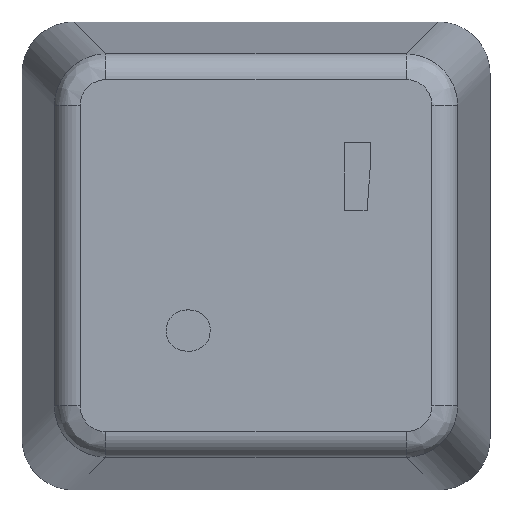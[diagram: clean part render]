
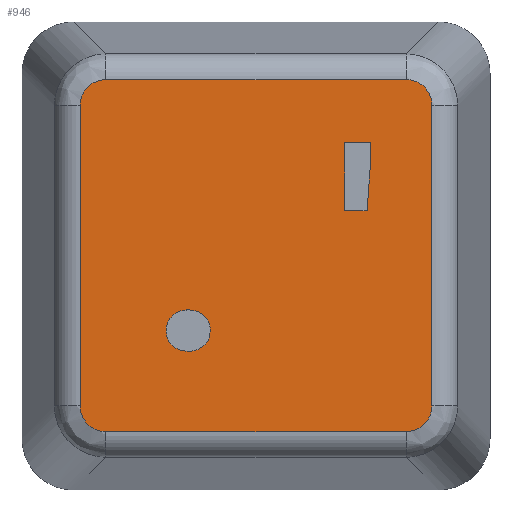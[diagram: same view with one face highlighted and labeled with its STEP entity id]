
A CAD part, top view. The second image highlights one B-rep face of the part: STEP entity #946.
In plain terms, the highlighted planar face has unit normal (0, 0, 1).
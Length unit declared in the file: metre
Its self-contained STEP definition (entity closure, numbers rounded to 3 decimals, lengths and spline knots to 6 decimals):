
#47=B_SPLINE_CURVE_WITH_KNOTS('',2,(#1366,#1367,#1368),.UNSPECIFIED.,.F.,
 .F.,(3,3),(0.,1.),.PIECEWISE_BEZIER_KNOTS.);
#48=B_SPLINE_CURVE_WITH_KNOTS('',2,(#1371,#1372,#1373),.UNSPECIFIED.,.F.,
 .F.,(3,3),(0.,1.),.PIECEWISE_BEZIER_KNOTS.);
#49=B_SPLINE_CURVE_WITH_KNOTS('',2,(#1375,#1376,#1377),.UNSPECIFIED.,.F.,
 .F.,(3,3),(0.,1.),.PIECEWISE_BEZIER_KNOTS.);
#50=B_SPLINE_CURVE_WITH_KNOTS('',2,(#1379,#1380,#1381),.UNSPECIFIED.,.F.,
 .F.,(3,3),(0.,1.),.PIECEWISE_BEZIER_KNOTS.);
#51=B_SPLINE_CURVE_WITH_KNOTS('',2,(#1383,#1384,#1385),.UNSPECIFIED.,.F.,
 .F.,(3,3),(0.,1.),.PIECEWISE_BEZIER_KNOTS.);
#52=B_SPLINE_CURVE_WITH_KNOTS('',2,(#1387,#1388,#1389),.UNSPECIFIED.,.F.,
 .F.,(3,3),(0.,1.),.PIECEWISE_BEZIER_KNOTS.);
#53=B_SPLINE_CURVE_WITH_KNOTS('',2,(#1391,#1392,#1393),.UNSPECIFIED.,.F.,
 .F.,(3,3),(0.,1.),.PIECEWISE_BEZIER_KNOTS.);
#54=B_SPLINE_CURVE_WITH_KNOTS('',2,(#1395,#1396,#1397),.UNSPECIFIED.,.F.,
 .F.,(3,3),(0.,1.),.PIECEWISE_BEZIER_KNOTS.);
#63=LINE('',#1343,#158);
#64=LINE('',#1347,#159);
#65=LINE('',#1351,#160);
#66=LINE('',#1355,#161);
#67=LINE('',#1356,#162);
#68=LINE('',#1359,#163);
#69=LINE('',#1361,#164);
#70=LINE('',#1363,#165);
#71=LINE('',#1365,#166);
#158=VECTOR('',#1097,1.);
#159=VECTOR('',#1100,1.);
#160=VECTOR('',#1103,1.);
#161=VECTOR('',#1106,1.);
#162=VECTOR('',#1107,1.);
#163=VECTOR('',#1108,1.);
#164=VECTOR('',#1109,1.);
#165=VECTOR('',#1110,1.);
#166=VECTOR('',#1111,1.);
#253=ORIENTED_EDGE('',*,*,#535,.F.);
#254=ORIENTED_EDGE('',*,*,#536,.T.);
#255=ORIENTED_EDGE('',*,*,#537,.F.);
#256=ORIENTED_EDGE('',*,*,#538,.T.);
#257=ORIENTED_EDGE('',*,*,#539,.F.);
#258=ORIENTED_EDGE('',*,*,#540,.T.);
#259=ORIENTED_EDGE('',*,*,#541,.F.);
#260=ORIENTED_EDGE('',*,*,#542,.T.);
#261=ORIENTED_EDGE('',*,*,#543,.T.);
#262=ORIENTED_EDGE('',*,*,#544,.T.);
#263=ORIENTED_EDGE('',*,*,#545,.T.);
#264=ORIENTED_EDGE('',*,*,#546,.T.);
#265=ORIENTED_EDGE('',*,*,#547,.T.);
#266=ORIENTED_EDGE('',*,*,#548,.T.);
#267=ORIENTED_EDGE('',*,*,#549,.T.);
#268=ORIENTED_EDGE('',*,*,#550,.T.);
#269=ORIENTED_EDGE('',*,*,#551,.T.);
#270=ORIENTED_EDGE('',*,*,#552,.T.);
#271=ORIENTED_EDGE('',*,*,#553,.T.);
#272=ORIENTED_EDGE('',*,*,#554,.T.);
#273=ORIENTED_EDGE('',*,*,#555,.T.);
#535=EDGE_CURVE('',#676,#677,#768,.F.);
#536=EDGE_CURVE('',#676,#678,#63,.T.);
#537=EDGE_CURVE('',#679,#678,#769,.F.);
#538=EDGE_CURVE('',#679,#680,#64,.T.);
#539=EDGE_CURVE('',#681,#680,#770,.F.);
#540=EDGE_CURVE('',#681,#682,#65,.T.);
#541=EDGE_CURVE('',#683,#682,#771,.F.);
#542=EDGE_CURVE('',#683,#677,#66,.T.);
#543=EDGE_CURVE('',#684,#685,#67,.T.);
#544=EDGE_CURVE('',#685,#686,#68,.T.);
#545=EDGE_CURVE('',#686,#687,#69,.T.);
#546=EDGE_CURVE('',#687,#688,#70,.T.);
#547=EDGE_CURVE('',#688,#684,#71,.T.);
#548=EDGE_CURVE('',#689,#690,#47,.T.);
#549=EDGE_CURVE('',#690,#691,#48,.T.);
#550=EDGE_CURVE('',#691,#692,#49,.T.);
#551=EDGE_CURVE('',#692,#693,#50,.T.);
#552=EDGE_CURVE('',#693,#694,#51,.T.);
#553=EDGE_CURVE('',#694,#695,#52,.T.);
#554=EDGE_CURVE('',#695,#696,#53,.T.);
#555=EDGE_CURVE('',#696,#689,#54,.T.);
#676=VERTEX_POINT('',#1341);
#677=VERTEX_POINT('',#1342);
#678=VERTEX_POINT('',#1344);
#679=VERTEX_POINT('',#1346);
#680=VERTEX_POINT('',#1348);
#681=VERTEX_POINT('',#1350);
#682=VERTEX_POINT('',#1352);
#683=VERTEX_POINT('',#1354);
#684=VERTEX_POINT('',#1357);
#685=VERTEX_POINT('',#1358);
#686=VERTEX_POINT('',#1360);
#687=VERTEX_POINT('',#1362);
#688=VERTEX_POINT('',#1364);
#689=VERTEX_POINT('',#1369);
#690=VERTEX_POINT('',#1370);
#691=VERTEX_POINT('',#1374);
#692=VERTEX_POINT('',#1378);
#693=VERTEX_POINT('',#1382);
#694=VERTEX_POINT('',#1386);
#695=VERTEX_POINT('',#1390);
#696=VERTEX_POINT('',#1394);
#768=ELLIPSE('',#1017,0.00102,0.001);
#769=ELLIPSE('',#1018,0.00102,0.001);
#770=ELLIPSE('',#1019,0.00102,0.001);
#771=ELLIPSE('',#1020,0.00102,0.001);
#788=EDGE_LOOP('',(#253,#254,#255,#256,#257,#258,#259,#260));
#789=EDGE_LOOP('',(#261,#262,#263,#264,#265));
#790=EDGE_LOOP('',(#266,#267,#268,#269,#270,#271,#272,#273));
#851=FACE_BOUND('',#788,.T.);
#852=FACE_BOUND('',#789,.T.);
#853=FACE_BOUND('',#790,.T.);
#914=PLANE('',#1016);
#946=ADVANCED_FACE('',(#851,#852,#853),#914,.T.);
#1016=AXIS2_PLACEMENT_3D('',#1339,#1093,#1094);
#1017=AXIS2_PLACEMENT_3D('',#1340,#1095,#1096);
#1018=AXIS2_PLACEMENT_3D('',#1345,#1098,#1099);
#1019=AXIS2_PLACEMENT_3D('',#1349,#1101,#1102);
#1020=AXIS2_PLACEMENT_3D('',#1353,#1104,#1105);
#1093=DIRECTION('',(0.,0.,1.));
#1094=DIRECTION('',(1.,0.,0.));
#1095=DIRECTION('',(0.,0.,1.));
#1096=DIRECTION('',(-0.707,-0.707,0.));
#1097=DIRECTION('',(-1.,0.,0.));
#1098=DIRECTION('',(0.,0.,1.));
#1099=DIRECTION('',(0.707,-0.707,0.));
#1100=DIRECTION('',(0.,-1.,0.));
#1101=DIRECTION('',(0.,0.,1.));
#1102=DIRECTION('',(0.707,0.707,0.));
#1103=DIRECTION('',(1.,0.,0.));
#1104=DIRECTION('',(0.,0.,1.));
#1105=DIRECTION('',(-0.707,0.707,0.));
#1106=DIRECTION('',(0.,1.,0.));
#1107=DIRECTION('',(0.,-1.,0.));
#1108=DIRECTION('',(-0.071,-0.997,0.));
#1109=DIRECTION('',(-1.,0.,0.));
#1110=DIRECTION('',(0.,1.,0.));
#1111=DIRECTION('',(1.,0.,0.));
#1339=CARTESIAN_POINT('',(0.1705,-0.048,0.0095));
#1340=CARTESIAN_POINT('',(0.176257,-0.042243,0.0095));
#1341=CARTESIAN_POINT('',(0.176277,-0.041233,0.0095));
#1342=CARTESIAN_POINT('',(0.177267,-0.042223,0.0095));
#1343=CARTESIAN_POINT('',(0.1705,-0.041233,0.0095));
#1344=CARTESIAN_POINT('',(0.164723,-0.041233,0.0095));
#1345=CARTESIAN_POINT('',(0.164743,-0.042243,0.0095));
#1346=CARTESIAN_POINT('',(0.163733,-0.042223,0.0095));
#1347=CARTESIAN_POINT('',(0.163733,-0.048,0.0095));
#1348=CARTESIAN_POINT('',(0.163733,-0.053777,0.0095));
#1349=CARTESIAN_POINT('',(0.164743,-0.053757,0.0095));
#1350=CARTESIAN_POINT('',(0.164723,-0.054767,0.0095));
#1351=CARTESIAN_POINT('',(0.1705,-0.054767,0.0095));
#1352=CARTESIAN_POINT('',(0.176277,-0.054767,0.0095));
#1353=CARTESIAN_POINT('',(0.176257,-0.053757,0.0095));
#1354=CARTESIAN_POINT('',(0.177267,-0.053777,0.0095));
#1355=CARTESIAN_POINT('',(0.177267,-0.048,0.0095));
#1356=CARTESIAN_POINT('',(0.17491,-0.044002,0.0095));
#1357=CARTESIAN_POINT('',(0.17491,-0.043653,0.0095));
#1358=CARTESIAN_POINT('',(0.17491,-0.04435,0.0095));
#1359=CARTESIAN_POINT('',(0.174841,-0.045309,0.0095));
#1360=CARTESIAN_POINT('',(0.174773,-0.046269,0.0095));
#1361=CARTESIAN_POINT('',(0.174339,-0.046269,0.0095));
#1362=CARTESIAN_POINT('',(0.173904,-0.046269,0.0095));
#1363=CARTESIAN_POINT('',(0.173904,-0.044961,0.0095));
#1364=CARTESIAN_POINT('',(0.173904,-0.043653,0.0095));
#1365=CARTESIAN_POINT('',(0.174407,-0.043653,0.0095));
#1366=CARTESIAN_POINT('',(0.167285,-0.05146,0.0095));
#1367=CARTESIAN_POINT('',(0.167048,-0.051241,0.0095));
#1368=CARTESIAN_POINT('',(0.167048,-0.050889,0.0095));
#1369=CARTESIAN_POINT('',(0.167285,-0.05146,0.0095));
#1370=CARTESIAN_POINT('',(0.167048,-0.050889,0.0095));
#1371=CARTESIAN_POINT('',(0.167048,-0.050889,0.0095));
#1372=CARTESIAN_POINT('',(0.167048,-0.050533,0.0095));
#1373=CARTESIAN_POINT('',(0.167288,-0.050311,0.0095));
#1374=CARTESIAN_POINT('',(0.167288,-0.050311,0.0095));
#1375=CARTESIAN_POINT('',(0.167288,-0.050311,0.0095));
#1376=CARTESIAN_POINT('',(0.167528,-0.050088,0.0095));
#1377=CARTESIAN_POINT('',(0.16789,-0.050088,0.0095));
#1378=CARTESIAN_POINT('',(0.16789,-0.050088,0.0095));
#1379=CARTESIAN_POINT('',(0.16789,-0.050088,0.0095));
#1380=CARTESIAN_POINT('',(0.168257,-0.050088,0.0095));
#1381=CARTESIAN_POINT('',(0.168497,-0.050311,0.0095));
#1382=CARTESIAN_POINT('',(0.168497,-0.050311,0.0095));
#1383=CARTESIAN_POINT('',(0.168497,-0.050311,0.0095));
#1384=CARTESIAN_POINT('',(0.168738,-0.050533,0.0095));
#1385=CARTESIAN_POINT('',(0.168738,-0.050889,0.0095));
#1386=CARTESIAN_POINT('',(0.168738,-0.050889,0.0095));
#1387=CARTESIAN_POINT('',(0.168738,-0.050889,0.0095));
#1388=CARTESIAN_POINT('',(0.168738,-0.051241,0.0095));
#1389=CARTESIAN_POINT('',(0.1685,-0.05146,0.0095));
#1390=CARTESIAN_POINT('',(0.1685,-0.05146,0.0095));
#1391=CARTESIAN_POINT('',(0.1685,-0.05146,0.0095));
#1392=CARTESIAN_POINT('',(0.168262,-0.051679,0.0095));
#1393=CARTESIAN_POINT('',(0.16789,-0.051679,0.0095));
#1394=CARTESIAN_POINT('',(0.16789,-0.051679,0.0095));
#1395=CARTESIAN_POINT('',(0.16789,-0.051679,0.0095));
#1396=CARTESIAN_POINT('',(0.167523,-0.051679,0.0095));
#1397=CARTESIAN_POINT('',(0.167285,-0.05146,0.0095));
